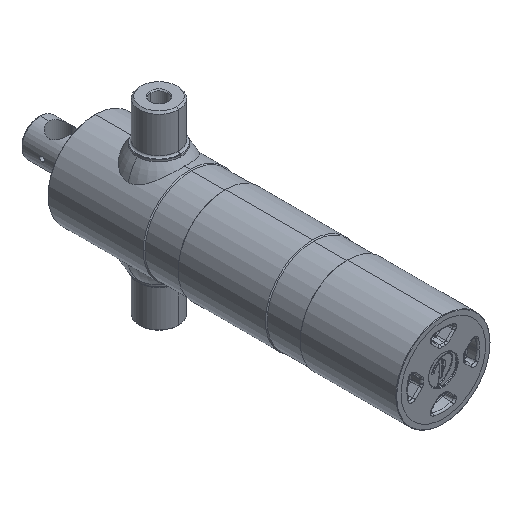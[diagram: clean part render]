
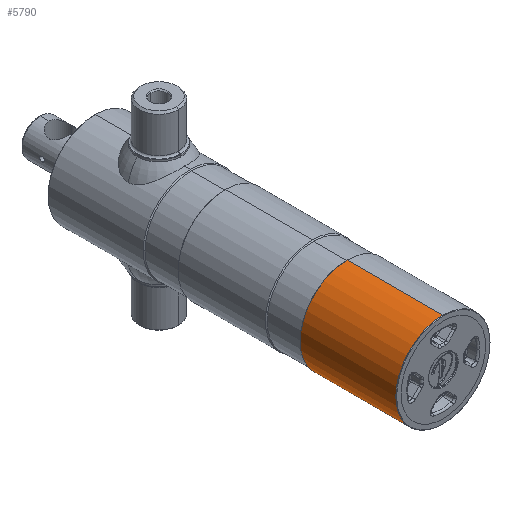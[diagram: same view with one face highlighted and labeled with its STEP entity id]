
A CAD part, isometric view. The second image highlights one B-rep face of the part: STEP entity #5790.
In plain terms, the highlighted cylindrical face has radius 54 mm (diameter 108 mm), a partial arc.
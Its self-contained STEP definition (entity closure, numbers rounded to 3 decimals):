
#1026 = VECTOR ( 'NONE', #9813, 1000. ) ;
#1029 = ORIENTED_EDGE ( 'NONE', *, *, #7474, .T. ) ;
#1189 = LINE ( 'NONE', #3184, #1026 ) ;
#1430 = EDGE_LOOP ( 'NONE', ( #4660, #1029, #4776, #4579 ) ) ;
#1467 = VERTEX_POINT ( 'NONE', #7703 ) ;
#1850 = CARTESIAN_POINT ( 'NONE',  ( 0., 7.589, -54. ) ) ;
#1872 = EDGE_CURVE ( 'NONE', #2710, #1467, #9117, .T. ) ;
#2333 = CARTESIAN_POINT ( 'NONE',  ( 0., -10.371, 0. ) ) ;
#2404 = AXIS2_PLACEMENT_3D ( 'NONE', #2542, #7658, #3343 ) ;
#2542 = CARTESIAN_POINT ( 'NONE',  ( 0., 117.089, 0. ) ) ;
#2710 = VERTEX_POINT ( 'NONE', #4291 ) ;
#2949 = FACE_OUTER_BOUND ( 'NONE', #1430, .T. ) ;
#3184 = CARTESIAN_POINT ( 'NONE',  ( 0., -10.371, -54. ) ) ;
#3343 = DIRECTION ( 'NONE',  ( 0., 0., 1. ) ) ;
#4084 = CIRCLE ( 'NONE', #4717, 54. ) ;
#4291 = CARTESIAN_POINT ( 'NONE',  ( 0., 117.089, 54. ) ) ;
#4579 = ORIENTED_EDGE ( 'NONE', *, *, #1872, .F. ) ;
#4660 = ORIENTED_EDGE ( 'NONE', *, *, #4803, .T. ) ;
#4670 = CARTESIAN_POINT ( 'NONE',  ( 0., 7.589, 0. ) ) ;
#4717 = AXIS2_PLACEMENT_3D ( 'NONE', #4670, #9869, #5384 ) ;
#4776 = ORIENTED_EDGE ( 'NONE', *, *, #5172, .T. ) ;
#4803 = EDGE_CURVE ( 'NONE', #2710, #6299, #5413, .T. ) ;
#5172 = EDGE_CURVE ( 'NONE', #6031, #1467, #4084, .T. ) ;
#5384 = DIRECTION ( 'NONE',  ( 0., 0., -1. ) ) ;
#5413 = CIRCLE ( 'NONE', #2404, 54. ) ;
#5790 = ADVANCED_FACE ( 'NONE', ( #2949 ), #7082, .T. ) ;
#6031 = VERTEX_POINT ( 'NONE', #1850 ) ;
#6299 = VERTEX_POINT ( 'NONE', #6409 ) ;
#6409 = CARTESIAN_POINT ( 'NONE',  ( 0., 117.089, -54. ) ) ;
#6762 = VECTOR ( 'NONE', #7847, 1000. ) ;
#7082 = CYLINDRICAL_SURFACE ( 'NONE', #7754, 54. ) ;
#7421 = DIRECTION ( 'NONE',  ( 0., 0., 1. ) ) ;
#7451 = DIRECTION ( 'NONE',  ( 0., -1., 0. ) ) ;
#7474 = EDGE_CURVE ( 'NONE', #6299, #6031, #1189, .T. ) ;
#7658 = DIRECTION ( 'NONE',  ( 0., -1., 0. ) ) ;
#7703 = CARTESIAN_POINT ( 'NONE',  ( 0., 7.589, 54. ) ) ;
#7754 = AXIS2_PLACEMENT_3D ( 'NONE', #2333, #7451, #7421 ) ;
#7847 = DIRECTION ( 'NONE',  ( 0., -1., 0. ) ) ;
#9117 = LINE ( 'NONE', #9421, #6762 ) ;
#9421 = CARTESIAN_POINT ( 'NONE',  ( 0., -10.371, 54. ) ) ;
#9813 = DIRECTION ( 'NONE',  ( 0., -1., 0. ) ) ;
#9869 = DIRECTION ( 'NONE',  ( 0., 1., 0. ) ) ;
